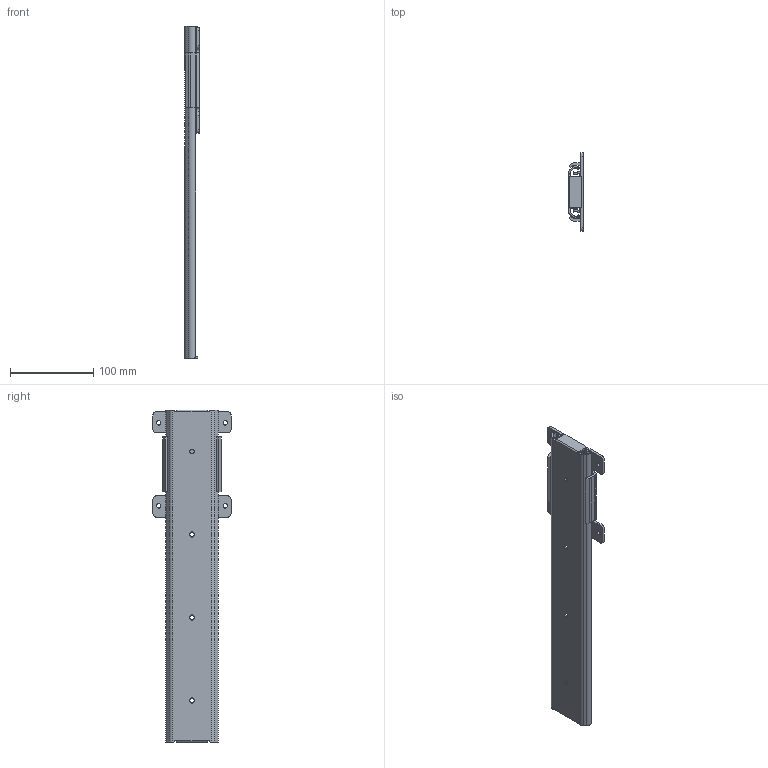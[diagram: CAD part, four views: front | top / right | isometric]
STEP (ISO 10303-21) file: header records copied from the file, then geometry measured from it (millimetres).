
FILE_DESCRIPTION (( 'STEP AP203' ), '1' );
FILE_NAME ('6315-400.STEP', '2020-06-19T02:43:02', ( '' ), ( '' ), 'SwSTEP 2.0', 'SolidWorks 2019', '' );
FILE_SCHEMA (( 'CONFIG_CONTROL_DESIGN' ));
Length unit declared in the file: millimetre
Products named in the file (4): IMプレート; 6315-400; IM6315; OM 6315-400
Assembly tree (3 placements, depth 2):
  6315-400
    OM 6315-400
    IM6315
    IMプレート
Bounding box: 18 x 94 x 400 mm (x, y, z)
Volume: 115865.8 mm3; surface area: 109287.3 mm2
Topology: 3 solids, 3 shells, 170 faces, 468 edges, 308 vertices
Faces by surface type: cylinder 84, plane 82, torus 4
Entity records: 6046 total; most frequent: CARTESIAN_POINT 1152, DIRECTION 964, ORIENTED_EDGE 936, EDGE_CURVE 468, AXIS2_PLACEMENT_3D 344, VERTEX_POINT 308, LINE 276, VECTOR 276
